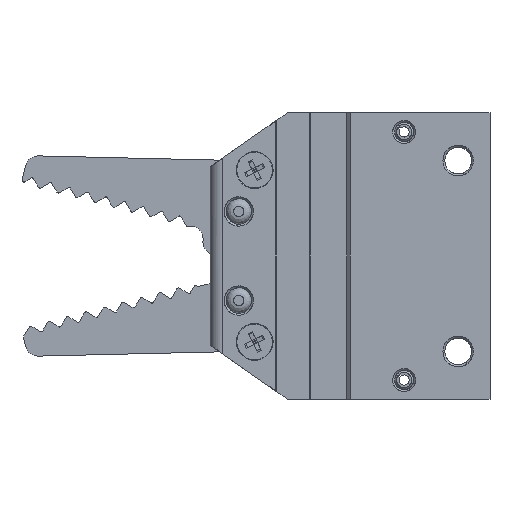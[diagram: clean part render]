
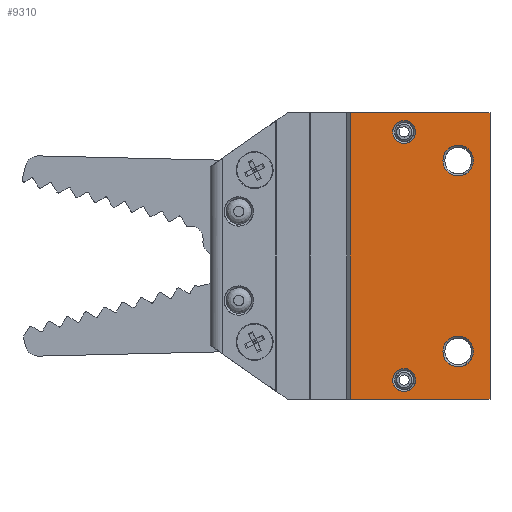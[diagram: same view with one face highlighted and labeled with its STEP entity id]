
A CAD part, left-side view. The second image highlights one B-rep face of the part: STEP entity #9310.
In plain terms, the highlighted planar face has unit normal (1, 0, 0).
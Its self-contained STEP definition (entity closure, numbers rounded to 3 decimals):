
#9227=CARTESIAN_POINT('',(-13.648,18.386,-22.5));
#9228=DIRECTION('',(1.0,0.0,0.0));
#9229=DIRECTION('',(0.0,0.0,-1.0));
#9230=AXIS2_PLACEMENT_3D('',#9227,#9228,#9229);
#9231=PLANE('',#9230);
#9232=CARTESIAN_POINT('',(-13.648,29.386,0.0));
#9233=VERTEX_POINT('',#9232);
#9234=CARTESIAN_POINT('',(-13.648,7.386,0.0));
#9235=VERTEX_POINT('',#9234);
#9236=CARTESIAN_POINT('',(-13.648,29.386,0.0));
#9237=DIRECTION('',(0.0,-1.0,0.0));
#9238=VECTOR('',#9237,22.);
#9239=LINE('',#9236,#9238);
#9240=EDGE_CURVE('',#9233,#9235,#9239,.T.);
#9241=ORIENTED_EDGE('',*,*,#9240,.T.);
#9242=CARTESIAN_POINT('',(-13.648,7.386,-45.0));
#9243=VERTEX_POINT('',#9242);
#9244=CARTESIAN_POINT('',(-13.648,7.386,0.0));
#9245=DIRECTION('',(0.0,0.0,-1.0));
#9246=VECTOR('',#9245,45.0);
#9247=LINE('',#9244,#9246);
#9248=EDGE_CURVE('',#9235,#9243,#9247,.T.);
#9249=ORIENTED_EDGE('',*,*,#9248,.T.);
#9250=CARTESIAN_POINT('',(-13.648,29.386,-45.0));
#9251=VERTEX_POINT('',#9250);
#9252=CARTESIAN_POINT('',(-13.648,7.386,-45.0));
#9253=DIRECTION('',(0.0,1.0,0.0));
#9254=VECTOR('',#9253,22.);
#9255=LINE('',#9252,#9254);
#9256=EDGE_CURVE('',#9243,#9251,#9255,.T.);
#9257=ORIENTED_EDGE('',*,*,#9256,.T.);
#9258=CARTESIAN_POINT('',(-13.648,29.386,-45.0));
#9259=DIRECTION('',(0.0,0.0,1.0));
#9260=VECTOR('',#9259,45.0);
#9261=LINE('',#9258,#9260);
#9262=EDGE_CURVE('',#9251,#9233,#9261,.T.);
#9263=ORIENTED_EDGE('',*,*,#9262,.T.);
#9264=EDGE_LOOP('',(#9241,#9249,#9257,#9263));
#9265=FACE_OUTER_BOUND('',#9264,.T.);
#9266=CARTESIAN_POINT('',(-13.648,22.686,-42.0));
#9267=VERTEX_POINT('',#9266);
#9268=CARTESIAN_POINT('',(-13.648,20.886,-42.));
#9269=DIRECTION('',(-1.,0.0,0.0));
#9270=DIRECTION('',(0.0,0.814,0.581));
#9271=AXIS2_PLACEMENT_3D('',#9268,#9269,#9270);
#9272=CIRCLE('',#9271,1.8);
#9273=EDGE_CURVE('',#9267,#9267,#9272,.T.);
#9274=ORIENTED_EDGE('',*,*,#9273,.T.);
#9275=EDGE_LOOP('',(#9274));
#9276=FACE_BOUND('',#9275,.T.);
#9277=CARTESIAN_POINT('',(-13.648,22.686,-3.));
#9278=VERTEX_POINT('',#9277);
#9279=CARTESIAN_POINT('',(-13.648,20.886,-3.));
#9280=DIRECTION('',(-1.,0.0,0.0));
#9281=DIRECTION('',(0.0,0.814,0.581));
#9282=AXIS2_PLACEMENT_3D('',#9279,#9280,#9281);
#9283=CIRCLE('',#9282,1.8);
#9284=EDGE_CURVE('',#9278,#9278,#9283,.T.);
#9285=ORIENTED_EDGE('',*,*,#9284,.T.);
#9286=EDGE_LOOP('',(#9285));
#9287=FACE_BOUND('',#9286,.T.);
#9288=CARTESIAN_POINT('',(-13.648,14.786,-7.5));
#9289=VERTEX_POINT('',#9288);
#9290=CARTESIAN_POINT('',(-13.648,12.386,-7.5));
#9291=DIRECTION('',(-1.,0.0,0.0));
#9292=DIRECTION('',(0.0,0.814,0.581));
#9293=AXIS2_PLACEMENT_3D('',#9290,#9291,#9292);
#9294=CIRCLE('',#9293,2.4);
#9295=EDGE_CURVE('',#9289,#9289,#9294,.T.);
#9296=ORIENTED_EDGE('',*,*,#9295,.T.);
#9297=EDGE_LOOP('',(#9296));
#9298=FACE_BOUND('',#9297,.T.);
#9299=CARTESIAN_POINT('',(-13.648,14.786,-37.5));
#9300=VERTEX_POINT('',#9299);
#9301=CARTESIAN_POINT('',(-13.648,12.386,-37.5));
#9302=DIRECTION('',(-1.0,0.0,0.0));
#9303=DIRECTION('',(0.0,0.814,0.581));
#9304=AXIS2_PLACEMENT_3D('',#9301,#9302,#9303);
#9305=CIRCLE('',#9304,2.4);
#9306=EDGE_CURVE('',#9300,#9300,#9305,.T.);
#9307=ORIENTED_EDGE('',*,*,#9306,.T.);
#9308=EDGE_LOOP('',(#9307));
#9309=FACE_BOUND('',#9308,.T.);
#9310=ADVANCED_FACE('',(#9265,#9276,#9287,#9298,#9309),#9231,.T.);
